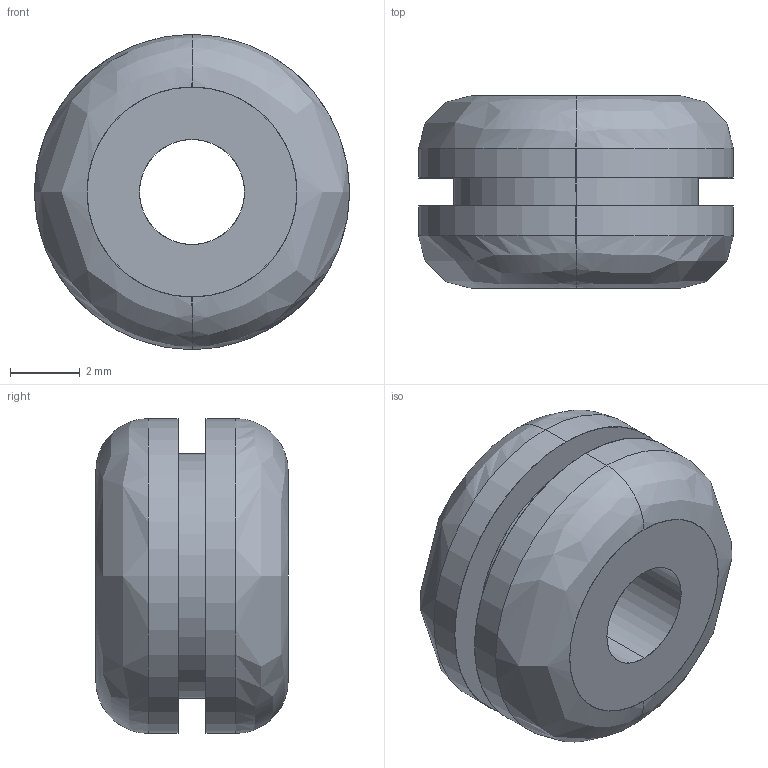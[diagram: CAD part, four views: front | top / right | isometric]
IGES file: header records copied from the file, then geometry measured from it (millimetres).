
Start section: SolidWorks IGES file using analytic representation for surfaces
Global section: file name: C-30-KG-95-EP-UL.IGS; native system: SolidWorks 2018; preprocessor: SolidWorks 2018; author: 1337yo; date: 200727.100133; units: millimetre
Bounding box: 9 x 5.5 x 9 mm (x, y, z)
Surface area: 327.3 mm2 (no closed solid volume)
Topology: 0 solids, 0 shells, 16 faces, 304 edges, 304 vertices
Faces by surface type: bspline 8, revolution 8
